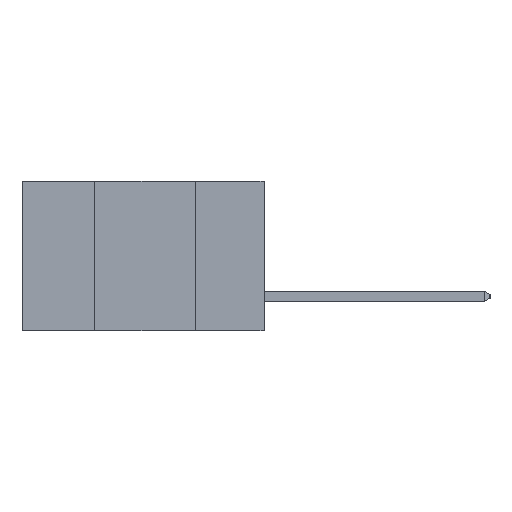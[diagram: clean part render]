
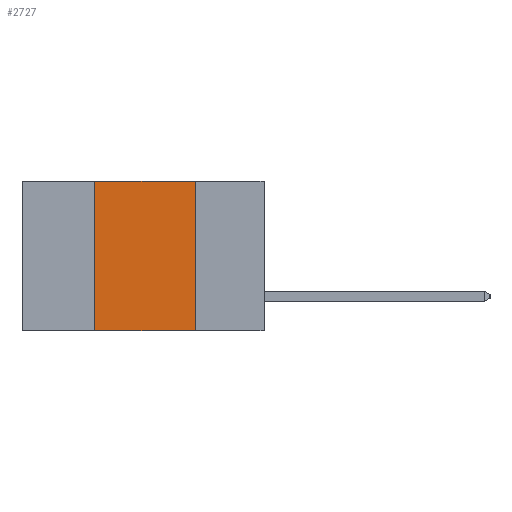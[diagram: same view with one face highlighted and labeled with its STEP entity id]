
A CAD part, left-side view. The second image highlights one B-rep face of the part: STEP entity #2727.
In plain terms, the highlighted planar face has unit normal (-1, 0, 0).
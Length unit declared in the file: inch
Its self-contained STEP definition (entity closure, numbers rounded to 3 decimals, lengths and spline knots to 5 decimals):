
#283 = CARTESIAN_POINT ( 'NONE',  ( 0., 0.42, 0. ) ) ;
#435 = VERTEX_POINT ( 'NONE', #283 ) ;
#681 = DIRECTION ( 'NONE',  ( 1., 0., 0. ) ) ;
#732 = CARTESIAN_POINT ( 'NONE',  ( 0., 0.42, -0.37 ) ) ;
#985 = VERTEX_POINT ( 'NONE', #1862 ) ;
#1122 = VECTOR ( 'NONE', #6389, 39.37008 ) ;
#1126 = VERTEX_POINT ( 'NONE', #732 ) ;
#1354 = EDGE_LOOP ( 'NONE', ( #6904, #1836, #5688, #8100 ) ) ;
#1836 = ORIENTED_EDGE ( 'NONE', *, *, #7374, .F. ) ;
#1862 = CARTESIAN_POINT ( 'NONE',  ( 0., 0.17, 0. ) ) ;
#2267 = LINE ( 'NONE', #4974, #7111 ) ;
#2727 = ADVANCED_FACE ( 'NONE', ( #5713 ), #2936, .F. ) ;
#2936 = PLANE ( 'NONE',  #4171 ) ;
#4143 = VECTOR ( 'NONE', #8360, 39.37008 ) ;
#4171 = AXIS2_PLACEMENT_3D ( 'NONE', #7127, #681, #8096 ) ;
#4427 = EDGE_CURVE ( 'NONE', #1126, #435, #5241, .T. ) ;
#4434 = VERTEX_POINT ( 'NONE', #5422 ) ;
#4893 = DIRECTION ( 'NONE',  ( 0., 0., -1. ) ) ;
#4974 = CARTESIAN_POINT ( 'NONE',  ( 0., 0.17, -0.37 ) ) ;
#5043 = EDGE_CURVE ( 'NONE', #985, #4434, #2267, .T. ) ;
#5241 = LINE ( 'NONE', #5802, #5425 ) ;
#5422 = CARTESIAN_POINT ( 'NONE',  ( 0., 0.17, -0.37 ) ) ;
#5425 = VECTOR ( 'NONE', #5809, 39.37008 ) ;
#5688 = ORIENTED_EDGE ( 'NONE', *, *, #4427, .F. ) ;
#5713 = FACE_OUTER_BOUND ( 'NONE', #1354, .T. ) ;
#5790 = CARTESIAN_POINT ( 'NONE',  ( 0., 0.6, 0. ) ) ;
#5802 = CARTESIAN_POINT ( 'NONE',  ( 0., 0.42, -0.37 ) ) ;
#5809 = DIRECTION ( 'NONE',  ( 0., 0., 1. ) ) ;
#6000 = EDGE_CURVE ( 'NONE', #1126, #4434, #7456, .T. ) ;
#6389 = DIRECTION ( 'NONE',  ( 0., -1., 0. ) ) ;
#6508 = LINE ( 'NONE', #5790, #1122 ) ;
#6904 = ORIENTED_EDGE ( 'NONE', *, *, #5043, .F. ) ;
#7111 = VECTOR ( 'NONE', #4893, 39.37008 ) ;
#7127 = CARTESIAN_POINT ( 'NONE',  ( 0., 0.6, 0. ) ) ;
#7374 = EDGE_CURVE ( 'NONE', #435, #985, #6508, .T. ) ;
#7456 = LINE ( 'NONE', #7793, #4143 ) ;
#7793 = CARTESIAN_POINT ( 'NONE',  ( 0., 0.6, -0.37 ) ) ;
#8096 = DIRECTION ( 'NONE',  ( 0., 0., -1. ) ) ;
#8100 = ORIENTED_EDGE ( 'NONE', *, *, #6000, .T. ) ;
#8360 = DIRECTION ( 'NONE',  ( 0., -1., 0. ) ) ;
